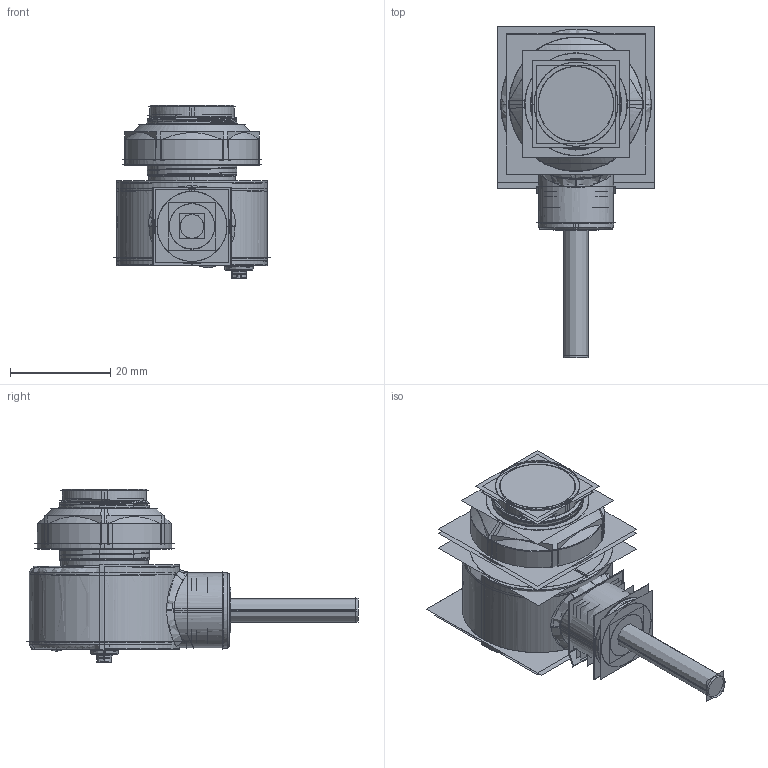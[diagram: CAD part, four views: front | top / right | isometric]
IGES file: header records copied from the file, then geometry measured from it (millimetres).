
Start section:  PTC IGES file: 199028.igs
Global section: file name: 199028.igs; native system: Creo Parametric by PTC Inc.; preprocessor: 2016260; author: pdmadmin; organization: Unknown; date: 20181015.105508; units: millimetre
Bounding box: 31.2 x 66.13 x 34.46 mm (x, y, z)
Volume: 18914.4 mm3; surface area: 76384.3 mm2
Topology: 7 solids, 11 shells, 536 faces, 2676 edges, 3354 vertices
Faces by surface type: bspline 280, revolution 256
